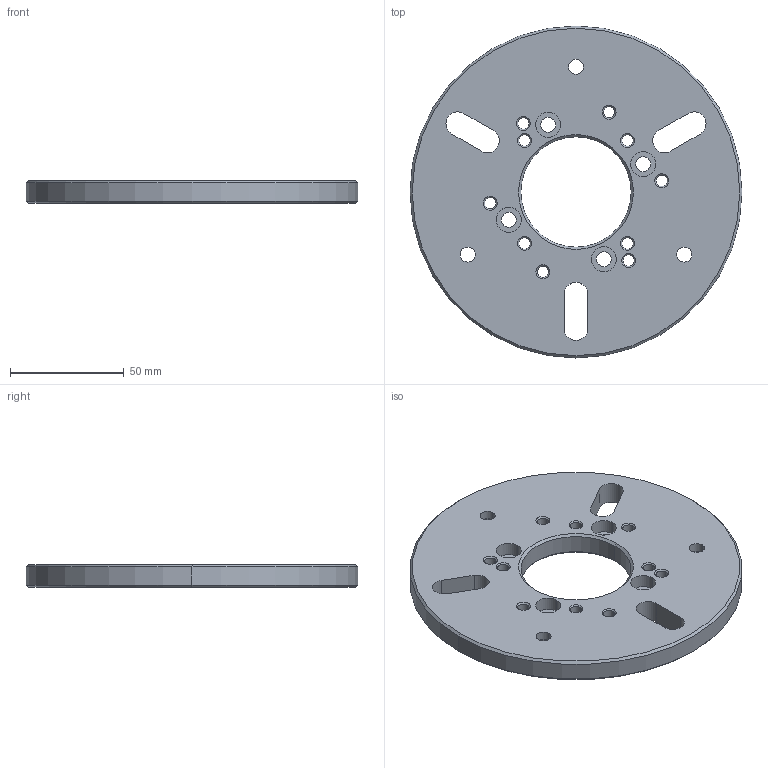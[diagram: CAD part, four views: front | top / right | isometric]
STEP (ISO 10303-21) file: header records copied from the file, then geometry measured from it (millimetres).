
FILE_DESCRIPTION (( 'STEP AP214' ), '1' );
FILE_NAME ('1C342 Montageflansch-CJ.STEP', '2009-12-03T13:56:42', ( 'ab' ), ( '' ), 'SwSTEP 2.0', 'SolidWorks 2009', '' );
FILE_SCHEMA (( 'AUTOMOTIVE_DESIGN' ));
Length unit declared in the file: millimetre
Products named in the file (1): 1C342 Montageflansch-CJ
Bounding box: 146 x 146 x 10 mm (x, y, z)
Volume: 134038.5 mm3; surface area: 38241.7 mm2
Topology: 1 solids, 1 shells, 123 faces, 294 edges, 180 vertices
Faces by surface type: cylinder 60, cone 48, plane 15
Entity records: 3930 total; most frequent: DIRECTION 710, CARTESIAN_POINT 598, ORIENTED_EDGE 588, EDGE_CURVE 294, AXIS2_PLACEMENT_3D 292, VERTEX_POINT 180, EDGE_LOOP 172, CIRCLE 168
